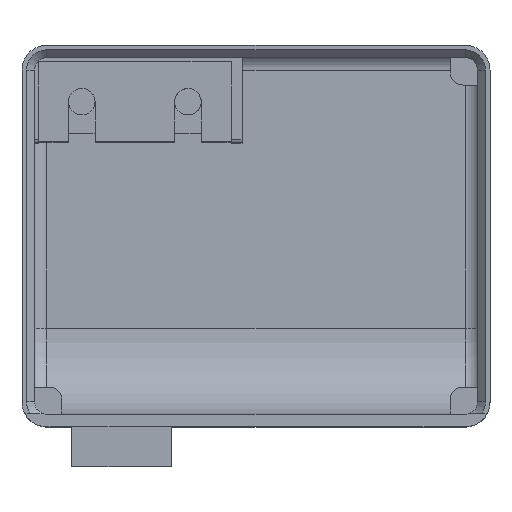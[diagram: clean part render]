
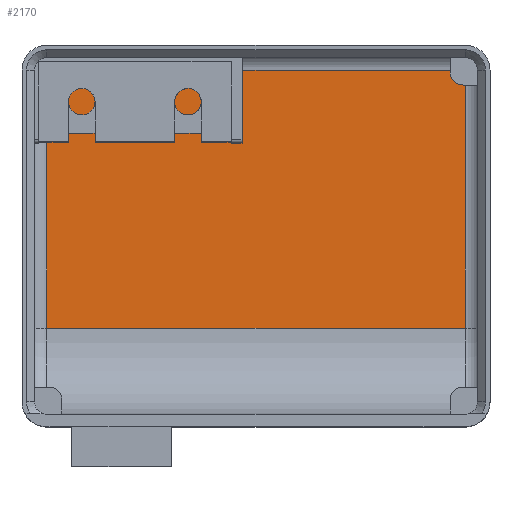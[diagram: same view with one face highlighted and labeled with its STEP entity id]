
A CAD part, top view. The second image highlights one B-rep face of the part: STEP entity #2170.
In plain terms, the highlighted planar face has unit normal (0, 0, 1).
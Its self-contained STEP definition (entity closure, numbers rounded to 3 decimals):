
#302=FACE_OUTER_BOUND('',#429,.T.);
#429=EDGE_LOOP('',(#1952,#1953,#1954,#1955));
#642=LINE('',#3796,#852);
#643=LINE('',#3804,#853);
#644=LINE('',#3810,#854);
#645=LINE('',#3811,#855);
#852=VECTOR('',#3019,10.);
#853=VECTOR('',#3032,10.);
#854=VECTOR('',#3041,10.);
#855=VECTOR('',#3042,10.);
#1042=VERTEX_POINT('',#3793);
#1043=VERTEX_POINT('',#3795);
#1044=VERTEX_POINT('',#3803);
#1045=VERTEX_POINT('',#3809);
#1348=EDGE_CURVE('',#1043,#1042,#642,.T.);
#1352=EDGE_CURVE('',#1044,#1043,#643,.T.);
#1355=EDGE_CURVE('',#1042,#1045,#644,.T.);
#1356=EDGE_CURVE('',#1045,#1044,#645,.T.);
#1952=ORIENTED_EDGE('',*,*,#1348,.T.);
#1953=ORIENTED_EDGE('',*,*,#1355,.T.);
#1954=ORIENTED_EDGE('',*,*,#1356,.T.);
#1955=ORIENTED_EDGE('',*,*,#1352,.T.);
#2050=PLANE('',#2401);
#2170=ADVANCED_FACE('',(#302),#2050,.F.);
#2401=AXIS2_PLACEMENT_3D('',#3808,#3039,#3040);
#3019=DIRECTION('',(-1.,0.,0.));
#3032=DIRECTION('',(0.,1.,0.));
#3039=DIRECTION('center_axis',(0.,0.,-1.));
#3040=DIRECTION('ref_axis',(-1.,0.,0.));
#3041=DIRECTION('',(0.,-1.,0.));
#3042=DIRECTION('',(1.,0.,0.));
#3793=CARTESIAN_POINT('',(3.75,53.75,1.));
#3795=CARTESIAN_POINT('',(66.75,53.75,1.));
#3796=CARTESIAN_POINT('',(18.225,53.75,1.));
#3803=CARTESIAN_POINT('',(66.75,14.9,1.));
#3804=CARTESIAN_POINT('',(66.75,42.7,1.));
#3808=CARTESIAN_POINT('Origin',(35.25,29.1,1.));
#3809=CARTESIAN_POINT('',(3.75,14.9,1.));
#3810=CARTESIAN_POINT('',(3.75,15.5,1.));
#3811=CARTESIAN_POINT('',(52.275,14.9,1.));
